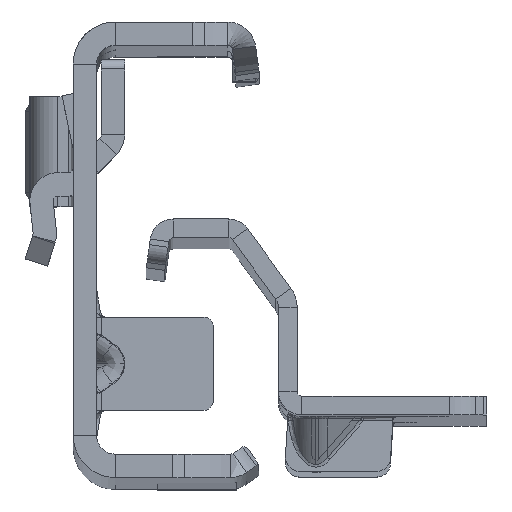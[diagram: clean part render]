
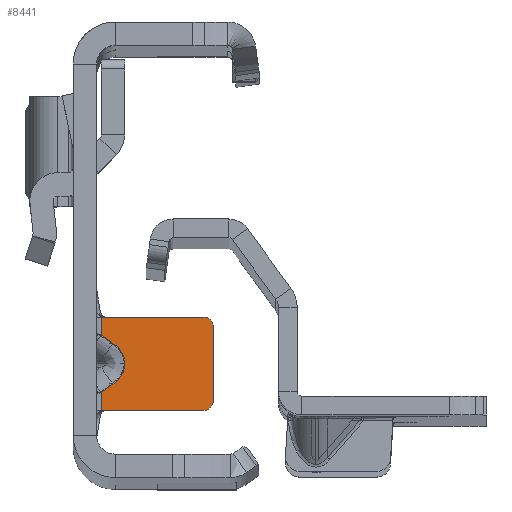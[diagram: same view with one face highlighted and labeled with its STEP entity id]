
A CAD part, top view. The second image highlights one B-rep face of the part: STEP entity #8441.
In plain terms, the highlighted planar face has unit normal (0, 0, 1).
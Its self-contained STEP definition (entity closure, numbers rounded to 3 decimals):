
#50 = CARTESIAN_POINT ( 'NONE',  ( 11.5, -6.6, -691.5 ) ) ;
#184 = EDGE_CURVE ( 'NONE', #6586, #14340, #12896, .T. ) ;
#652 = DIRECTION ( 'NONE',  ( -1., 0., 0. ) ) ;
#693 = CARTESIAN_POINT ( 'NONE',  ( 3.573, -9.692, -691.5 ) ) ;
#706 = VERTEX_POINT ( 'NONE', #14095 ) ;
#1325 = ORIENTED_EDGE ( 'NONE', *, *, #15881, .T. ) ;
#1337 = CIRCLE ( 'NONE', #8684, 1. ) ;
#1377 = DIRECTION ( 'NONE',  ( 1., 0., 0. ) ) ;
#1549 = CARTESIAN_POINT ( 'NONE',  ( 0.5, -7.519, -691.5 ) ) ;
#1778 = ORIENTED_EDGE ( 'NONE', *, *, #7051, .F. ) ;
#1948 = EDGE_CURVE ( 'NONE', #18649, #13218, #6788, .T. ) ;
#2149 = ORIENTED_EDGE ( 'NONE', *, *, #8824, .F. ) ;
#2841 = DIRECTION ( 'NONE',  ( 0., 0., 1. ) ) ;
#3145 = VECTOR ( 'NONE', #16426, 1000. ) ;
#3237 = VECTOR ( 'NONE', #4160, 1000. ) ;
#3850 = CARTESIAN_POINT ( 'NONE',  ( 11.5, -15.6, -691.5 ) ) ;
#3936 = CARTESIAN_POINT ( 'NONE',  ( -1.826, -5.6, -691.5 ) ) ;
#4002 = ORIENTED_EDGE ( 'NONE', *, *, #18846, .T. ) ;
#4160 = DIRECTION ( 'NONE',  ( 0., 1., 0. ) ) ;
#4575 = VECTOR ( 'NONE', #18514, 1000. ) ;
#5129 = CARTESIAN_POINT ( 'NONE',  ( -37.326, 22.3, -691.5 ) ) ;
#5447 = VECTOR ( 'NONE', #1377, 1000. ) ;
#5554 = DIRECTION ( 'NONE',  ( -1., 0., 0. ) ) ;
#5580 = CARTESIAN_POINT ( 'NONE',  ( -1.826, -15.6, -691.5 ) ) ;
#5679 = EDGE_LOOP ( 'NONE', ( #1778, #14472, #8743, #13398, #8446, #1325, #8013, #9699, #7223, #4002, #17169, #2149 ) ) ;
#5754 = CARTESIAN_POINT ( 'NONE',  ( 0.708, -5.6, -691.5 ) ) ;
#6041 = CARTESIAN_POINT ( 'NONE',  ( 1.757, -12.792, -691.5 ) ) ;
#6491 = VECTOR ( 'NONE', #13471, 1000. ) ;
#6540 = CARTESIAN_POINT ( 'NONE',  ( 1.757, -8.408, -691.5 ) ) ;
#6586 = VERTEX_POINT ( 'NONE', #11637 ) ;
#6788 = LINE ( 'NONE', #17158, #4575 ) ;
#7051 = EDGE_CURVE ( 'NONE', #18558, #9339, #13432, .T. ) ;
#7081 = VERTEX_POINT ( 'NONE', #11996 ) ;
#7223 = ORIENTED_EDGE ( 'NONE', *, *, #8616, .T. ) ;
#7245 = EDGE_CURVE ( 'NONE', #16348, #18649, #1337, .T. ) ;
#7761 = CARTESIAN_POINT ( 'NONE',  ( -1.826, -5.6, -691.5 ) ) ;
#8013 = ORIENTED_EDGE ( 'NONE', *, *, #7245, .T. ) ;
#8050 = LINE ( 'NONE', #15363, #14189 ) ;
#8441 = ADVANCED_FACE ( 'NONE', ( #12743 ), #11110, .F. ) ;
#8446 = ORIENTED_EDGE ( 'NONE', *, *, #184, .T. ) ;
#8616 = EDGE_CURVE ( 'NONE', #13218, #7081, #13646, .T. ) ;
#8684 = AXIS2_PLACEMENT_3D ( 'NONE', #15988, #17525, #12820 ) ;
#8743 = ORIENTED_EDGE ( 'NONE', *, *, #15419, .F. ) ;
#8824 = EDGE_CURVE ( 'NONE', #9339, #706, #18765, .T. ) ;
#8924 = CARTESIAN_POINT ( 'NONE',  ( 0.5, -13.681, -691.5 ) ) ;
#9094 = EDGE_CURVE ( 'NONE', #10335, #18558, #18643, .T. ) ;
#9335 = AXIS2_PLACEMENT_3D ( 'NONE', #5129, #14188, #18594 ) ;
#9339 = VERTEX_POINT ( 'NONE', #1549 ) ;
#9699 = ORIENTED_EDGE ( 'NONE', *, *, #1948, .T. ) ;
#10161 = VERTEX_POINT ( 'NONE', #5754 ) ;
#10335 = VERTEX_POINT ( 'NONE', #6041 ) ;
#10785 = CARTESIAN_POINT ( 'NONE',  ( 3.573, -11.508, -691.5 ) ) ;
#11110 = PLANE ( 'NONE',  #9335 ) ;
#11433 = VECTOR ( 'NONE', #18199, 1000. ) ;
#11637 = CARTESIAN_POINT ( 'NONE',  ( 0.5, -15.6, -691.5 ) ) ;
#11996 = CARTESIAN_POINT ( 'NONE',  ( 11.5, -5.6, -691.5 ) ) ;
#12743 = FACE_OUTER_BOUND ( 'NONE', #5679, .T. ) ;
#12820 = DIRECTION ( 'NONE',  ( 0., 1., 0. ) ) ;
#12896 = LINE ( 'NONE', #5580, #5447 ) ;
#13218 = VERTEX_POINT ( 'NONE', #15061 ) ;
#13347 = CARTESIAN_POINT ( 'NONE',  ( 12.5, -14.6, -691.5 ) ) ;
#13398 = ORIENTED_EDGE ( 'NONE', *, *, #17313, .F. ) ;
#13432 = LINE ( 'NONE', #18386, #11433 ) ;
#13447 = CARTESIAN_POINT ( 'NONE',  ( 0.5, 22.3, -691.5 ) ) ;
#13471 = DIRECTION ( 'NONE',  ( 0.816, 0.577, 0. ) ) ;
#13646 = CIRCLE ( 'NONE', #14268, 1. ) ;
#13726 = DIRECTION ( 'NONE',  ( 1., 0., 0. ) ) ;
#14095 = CARTESIAN_POINT ( 'NONE',  ( 0.5, -5.6, -691.5 ) ) ;
#14188 = DIRECTION ( 'NONE',  ( 0., 0., -1. ) ) ;
#14189 = VECTOR ( 'NONE', #13726, 1000. ) ;
#14264 = CARTESIAN_POINT ( 'NONE',  ( 0.5, 22.3, -691.5 ) ) ;
#14268 = AXIS2_PLACEMENT_3D ( 'NONE', #50, #2841, #15904 ) ;
#14340 = VERTEX_POINT ( 'NONE', #17714 ) ;
#14472 = ORIENTED_EDGE ( 'NONE', *, *, #9094, .F. ) ;
#14525 = LINE ( 'NONE', #3936, #15090 ) ;
#14551 = VECTOR ( 'NONE', #652, 1000. ) ;
#14733 = LINE ( 'NONE', #17796, #6491 ) ;
#15000 = LINE ( 'NONE', #13447, #3145 ) ;
#15061 = CARTESIAN_POINT ( 'NONE',  ( 12.5, -6.6, -691.5 ) ) ;
#15090 = VECTOR ( 'NONE', #5554, 1000. ) ;
#15204 = CARTESIAN_POINT ( 'NONE',  ( 1.757, -12.792, -691.5 ) ) ;
#15363 = CARTESIAN_POINT ( 'NONE',  ( -1.826, -15.6, -691.5 ) ) ;
#15419 = EDGE_CURVE ( 'NONE', #17240, #10335, #14733, .T. ) ;
#15564 = EDGE_CURVE ( 'NONE', #10161, #706, #14525, .T. ) ;
#15755 = CARTESIAN_POINT ( 'NONE',  ( 1.757, -8.408, -691.5 ) ) ;
#15881 = EDGE_CURVE ( 'NONE', #14340, #16348, #8050, .T. ) ;
#15904 = DIRECTION ( 'NONE',  ( 0., -1., 0. ) ) ;
#15988 = CARTESIAN_POINT ( 'NONE',  ( 11.5, -14.6, -691.5 ) ) ;
#16348 = VERTEX_POINT ( 'NONE', #3850 ) ;
#16426 = DIRECTION ( 'NONE',  ( 0., 1., 0. ) ) ;
#17158 = CARTESIAN_POINT ( 'NONE',  ( 12.5, -6.6, -691.5 ) ) ;
#17169 = ORIENTED_EDGE ( 'NONE', *, *, #15564, .T. ) ;
#17240 = VERTEX_POINT ( 'NONE', #8924 ) ;
#17313 = EDGE_CURVE ( 'NONE', #6586, #17240, #15000, .T. ) ;
#17525 = DIRECTION ( 'NONE',  ( 0., 0., 1. ) ) ;
#17714 = CARTESIAN_POINT ( 'NONE',  ( 0.708, -15.6, -691.5 ) ) ;
#17796 = CARTESIAN_POINT ( 'NONE',  ( 2.624, -12.179, -691.5 ) ) ;
#17850 = LINE ( 'NONE', #7761, #14551 ) ;
#18199 = DIRECTION ( 'NONE',  ( -0.816, 0.577, 0. ) ) ;
#18386 = CARTESIAN_POINT ( 'NONE',  ( 1.367, -8.131, -691.5 ) ) ;
#18514 = DIRECTION ( 'NONE',  ( 0., 1., 0. ) ) ;
#18558 = VERTEX_POINT ( 'NONE', #15755 ) ;
#18594 = DIRECTION ( 'NONE',  ( 0., 1., 0. ) ) ;
#18643 =( BOUNDED_CURVE ( )  B_SPLINE_CURVE ( 3, ( #15204, #10785, #693, #6540 ),
 .UNSPECIFIED., .F., .F. ) 
 B_SPLINE_CURVE_WITH_KNOTS ( ( 4, 4 ),
 ( 2.356, 3.927 ),
 .UNSPECIFIED. ) 
 CURVE ( )  GEOMETRIC_REPRESENTATION_ITEM ( )  RATIONAL_B_SPLINE_CURVE ( ( 1., 0.805, 0.805, 1. ) ) 
 REPRESENTATION_ITEM ( '' )  );
#18649 = VERTEX_POINT ( 'NONE', #13347 ) ;
#18765 = LINE ( 'NONE', #14264, #3237 ) ;
#18846 = EDGE_CURVE ( 'NONE', #7081, #10161, #17850, .T. ) ;
